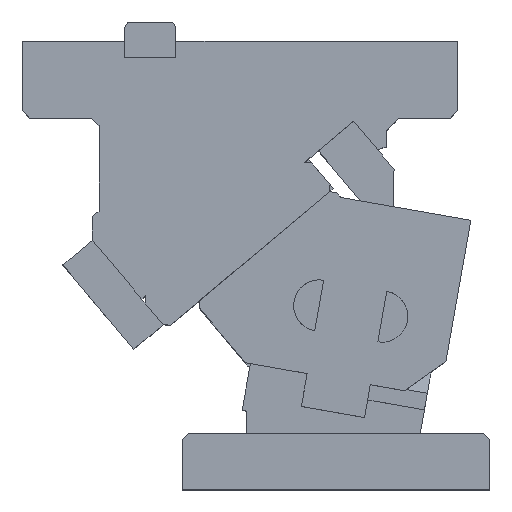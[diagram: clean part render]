
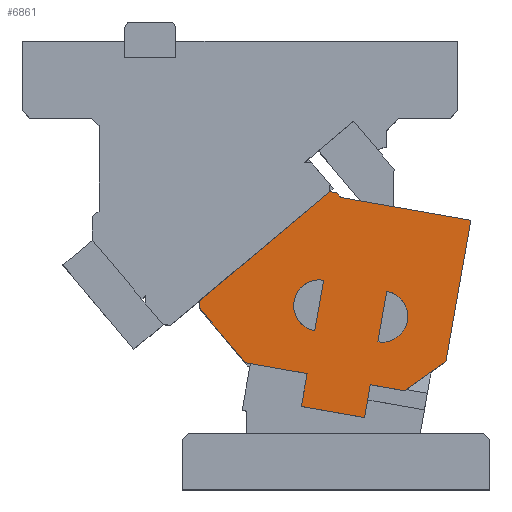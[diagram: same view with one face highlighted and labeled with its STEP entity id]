
A CAD part, top view. The second image highlights one B-rep face of the part: STEP entity #6861.
In plain terms, the highlighted planar face has unit normal (0, 0, 1).
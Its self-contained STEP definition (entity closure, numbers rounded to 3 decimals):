
#6504=CARTESIAN_POINT('Vertex',(-90.142,-57.476,0.)) ;
#6507=CARTESIAN_POINT('Line Origine',(-99.141,-46.752,0.)) ;
#6511=CARTESIAN_POINT('Vertex',(-108.14,-36.027,0.)) ;
#6600=CARTESIAN_POINT('Vertex',(-66.014,-61.731,0.)) ;
#6605=CARTESIAN_POINT('Line Origine',(-78.078,-59.604,0.)) ;
#6614=CARTESIAN_POINT('Vertex',(-28.099,-68.416,0.)) ;
#6617=CARTESIAN_POINT('Line Origine',(-34.746,-67.244,0.)) ;
#6621=CARTESIAN_POINT('Vertex',(-41.394,-66.072,0.)) ;
#6677=CARTESIAN_POINT('Vertex',(-68.271,-74.533,0.)) ;
#6680=CARTESIAN_POINT('Line Origine',(-67.142,-68.132,0.)) ;
#6694=CARTESIAN_POINT('Axis2P3D Location',(-109.425,-34.495,0.)) ;
#6699=CARTESIAN_POINT('Line Origine',(-7.018,-29.485,0.)) ;
#6703=CARTESIAN_POINT('Vertex',(-2.156,-1.911,0.)) ;
#6705=CARTESIAN_POINT('Vertex',(-11.88,-57.06,0.)) ;
#6708=CARTESIAN_POINT('Line Origine',(-27.526,2.563,0.)) ;
#6712=CARTESIAN_POINT('Vertex',(-52.895,7.036,0.)) ;
#6715=CARTESIAN_POINT('Line Origine',(-53.706,8.002,0.)) ;
#6719=CARTESIAN_POINT('Vertex',(-54.517,8.968,0.)) ;
#6722=CARTESIAN_POINT('Line Origine',(-55.925,9.091,0.)) ;
#6726=CARTESIAN_POINT('Vertex',(-57.334,9.214,0.)) ;
#6729=CARTESIAN_POINT('Line Origine',(-82.614,-11.998,0.)) ;
#6733=CARTESIAN_POINT('Vertex',(-107.893,-33.21,0.)) ;
#6736=CARTESIAN_POINT('Line Origine',(-108.016,-34.618,0.)) ;
#6741=CARTESIAN_POINT('Line Origine',(-55.961,-76.704,0.)) ;
#6745=CARTESIAN_POINT('Vertex',(-43.651,-78.875,0.)) ;
#6748=CARTESIAN_POINT('Line Origine',(-42.522,-72.473,0.)) ;
#6753=CARTESIAN_POINT('Line Origine',(-19.989,-62.738,0.)) ;
#6774=CARTESIAN_POINT('Control Point',(-71.287,-34.269,0.)) ;
#6775=CARTESIAN_POINT('Control Point',(-71.368,-35.195,0.)) ;
#6776=CARTESIAN_POINT('Control Point',(-71.342,-36.131,0.)) ;
#6777=CARTESIAN_POINT('Control Point',(-71.206,-37.059,0.)) ;
#6778=CARTESIAN_POINT('Control Point',(-70.722,-38.867,0.)) ;
#6779=CARTESIAN_POINT('Control Point',(-69.836,-40.515,0.)) ;
#6780=CARTESIAN_POINT('Control Point',(-69.298,-41.284,0.)) ;
#6781=CARTESIAN_POINT('Control Point',(-68.055,-42.683,0.)) ;
#6782=CARTESIAN_POINT('Control Point',(-66.524,-43.76,0.)) ;
#6783=CARTESIAN_POINT('Control Point',(-65.699,-44.206,0.)) ;
#6784=CARTESIAN_POINT('Control Point',(-64.663,-44.619,0.)) ;
#6785=CARTESIAN_POINT('Control Point',(-63.587,-44.884,0.)) ;
#6786=CARTESIAN_POINT('Control Point',(-63.413,-44.923,0.)) ;
#6787=CARTESIAN_POINT('Control Point',(-63.238,-44.958,0.)) ;
#6788=CARTESIAN_POINT('Control Point',(-63.062,-44.989,0.)) ;
#6789=CARTESIAN_POINT('Vertex',(-71.287,-34.269,0.)) ;
#6791=CARTESIAN_POINT('Vertex',(-63.062,-44.989,0.)) ;
#6794=CARTESIAN_POINT('Axis2P3D Location',(-61.325,-35.141,0.)) ;
#6798=CARTESIAN_POINT('Vertex',(-59.589,-25.293,0.)) ;
#6801=CARTESIAN_POINT('Line Origine',(-61.325,-35.141,0.)) ;
#6812=CARTESIAN_POINT('Control Point',(-26.743,-40.354,0.)) ;
#6813=CARTESIAN_POINT('Control Point',(-26.662,-39.428,0.)) ;
#6814=CARTESIAN_POINT('Control Point',(-26.689,-38.492,0.)) ;
#6815=CARTESIAN_POINT('Control Point',(-26.824,-37.564,0.)) ;
#6816=CARTESIAN_POINT('Control Point',(-27.309,-35.757,0.)) ;
#6817=CARTESIAN_POINT('Control Point',(-28.195,-34.108,0.)) ;
#6818=CARTESIAN_POINT('Control Point',(-28.732,-33.339,0.)) ;
#6819=CARTESIAN_POINT('Control Point',(-29.975,-31.94,0.)) ;
#6820=CARTESIAN_POINT('Control Point',(-31.506,-30.864,0.)) ;
#6821=CARTESIAN_POINT('Control Point',(-32.331,-30.417,0.)) ;
#6822=CARTESIAN_POINT('Control Point',(-33.367,-30.004,0.)) ;
#6823=CARTESIAN_POINT('Control Point',(-34.443,-29.739,0.)) ;
#6824=CARTESIAN_POINT('Control Point',(-34.618,-29.7,0.)) ;
#6825=CARTESIAN_POINT('Control Point',(-34.793,-29.665,0.)) ;
#6826=CARTESIAN_POINT('Control Point',(-34.969,-29.634,0.)) ;
#6827=CARTESIAN_POINT('Vertex',(-26.743,-40.354,0.)) ;
#6829=CARTESIAN_POINT('Vertex',(-34.969,-29.634,0.)) ;
#6833=CARTESIAN_POINT('Control Point',(-38.442,-49.33,0.)) ;
#6834=CARTESIAN_POINT('Control Point',(-37.526,-49.492,0.)) ;
#6835=CARTESIAN_POINT('Control Point',(-36.592,-49.547,0.)) ;
#6836=CARTESIAN_POINT('Control Point',(-35.656,-49.493,0.)) ;
#6837=CARTESIAN_POINT('Control Point',(-33.813,-49.168,0.)) ;
#6838=CARTESIAN_POINT('Control Point',(-32.093,-48.429,0.)) ;
#6839=CARTESIAN_POINT('Control Point',(-31.28,-47.96,0.)) ;
#6840=CARTESIAN_POINT('Control Point',(-29.778,-46.844,0.)) ;
#6841=CARTESIAN_POINT('Control Point',(-28.573,-45.413,0.)) ;
#6842=CARTESIAN_POINT('Control Point',(-28.056,-44.63,0.)) ;
#6843=CARTESIAN_POINT('Control Point',(-27.396,-43.32,0.)) ;
#6844=CARTESIAN_POINT('Control Point',(-26.985,-41.918,0.)) ;
#6845=CARTESIAN_POINT('Control Point',(-26.87,-41.402,0.)) ;
#6846=CARTESIAN_POINT('Control Point',(-26.789,-40.879,0.)) ;
#6847=CARTESIAN_POINT('Control Point',(-26.743,-40.354,0.)) ;
#6848=CARTESIAN_POINT('Vertex',(-38.442,-49.33,0.)) ;
#6851=CARTESIAN_POINT('Line Origine',(-36.705,-39.482,0.)) ;
#6508=DIRECTION('Vector Direction',(0.643,-0.766,0.)) ;
#6606=DIRECTION('Vector Direction',(0.985,-0.174,0.)) ;
#6618=DIRECTION('Vector Direction',(0.985,-0.174,0.)) ;
#6681=DIRECTION('Vector Direction',(-0.174,-0.985,0.)) ;
#6695=DIRECTION('Axis2P3D Direction',(0.,0.,-1.)) ;
#6696=DIRECTION('Axis2P3D XDirection',(-0.996,0.087,0.)) ;
#6700=DIRECTION('Vector Direction',(-0.174,-0.985,0.)) ;
#6709=DIRECTION('Vector Direction',(0.985,-0.174,0.)) ;
#6716=DIRECTION('Vector Direction',(-0.643,0.766,0.)) ;
#6723=DIRECTION('Vector Direction',(-0.996,0.087,0.)) ;
#6730=DIRECTION('Vector Direction',(0.766,0.643,0.)) ;
#6737=DIRECTION('Vector Direction',(-0.087,-0.996,0.)) ;
#6742=DIRECTION('Vector Direction',(0.985,-0.174,0.)) ;
#6749=DIRECTION('Vector Direction',(0.174,0.985,0.)) ;
#6754=DIRECTION('Vector Direction',(-0.819,-0.574,0.)) ;
#6795=DIRECTION('Axis2P3D Direction',(0.,0.,-1.)) ;
#6802=DIRECTION('Vector Direction',(-0.174,-0.985,0.)) ;
#6852=DIRECTION('Vector Direction',(0.174,0.985,0.)) ;
#6697=AXIS2_PLACEMENT_3D('Plane Axis2P3D',#6694,#6695,#6696) ;
#6796=AXIS2_PLACEMENT_3D('Circle Axis2P3D',#6794,#6795,$) ;
#6759=ORIENTED_EDGE('',*,*,#6707,.F.) ;
#6760=ORIENTED_EDGE('',*,*,#6714,.F.) ;
#6761=ORIENTED_EDGE('',*,*,#6721,.T.) ;
#6762=ORIENTED_EDGE('',*,*,#6728,.T.) ;
#6763=ORIENTED_EDGE('',*,*,#6735,.F.) ;
#6764=ORIENTED_EDGE('',*,*,#6740,.T.) ;
#6765=ORIENTED_EDGE('',*,*,#6513,.T.) ;
#6766=ORIENTED_EDGE('',*,*,#6609,.T.) ;
#6767=ORIENTED_EDGE('',*,*,#6684,.T.) ;
#6768=ORIENTED_EDGE('',*,*,#6747,.T.) ;
#6769=ORIENTED_EDGE('',*,*,#6752,.T.) ;
#6770=ORIENTED_EDGE('',*,*,#6623,.T.) ;
#6771=ORIENTED_EDGE('',*,*,#6757,.F.) ;
#6807=ORIENTED_EDGE('',*,*,#6793,.F.) ;
#6808=ORIENTED_EDGE('',*,*,#6800,.F.) ;
#6809=ORIENTED_EDGE('',*,*,#6805,.T.) ;
#6857=ORIENTED_EDGE('',*,*,#6831,.F.) ;
#6858=ORIENTED_EDGE('',*,*,#6850,.F.) ;
#6859=ORIENTED_EDGE('',*,*,#6855,.T.) ;
#6810=FACE_BOUND('',#6806,.T.) ;
#6860=FACE_BOUND('',#6856,.T.) ;
#6509=VECTOR('Line Direction',#6508,1.) ;
#6607=VECTOR('Line Direction',#6606,1.) ;
#6619=VECTOR('Line Direction',#6618,1.) ;
#6682=VECTOR('Line Direction',#6681,1.) ;
#6701=VECTOR('Line Direction',#6700,1.) ;
#6710=VECTOR('Line Direction',#6709,1.) ;
#6717=VECTOR('Line Direction',#6716,1.) ;
#6724=VECTOR('Line Direction',#6723,1.) ;
#6731=VECTOR('Line Direction',#6730,1.) ;
#6738=VECTOR('Line Direction',#6737,1.) ;
#6743=VECTOR('Line Direction',#6742,1.) ;
#6750=VECTOR('Line Direction',#6749,1.) ;
#6755=VECTOR('Line Direction',#6754,1.) ;
#6803=VECTOR('Line Direction',#6802,1.) ;
#6853=VECTOR('Line Direction',#6852,1.) ;
#6861=ADVANCED_FACE('CAM SLIDER',(#6772,#6810,#6860),#6698,.F.) ;
#6773=B_SPLINE_CURVE_WITH_KNOTS('',5,(#6774,#6775,#6776,#6777,#6778,#6779,#6780,#6781,#6782,#6783,#6784,#6785,#6786,#6787,#6788),.UNSPECIFIED.,.F.,.U.,(6,3,3,3,6),(0.,6.586,13.173,19.759,21.024),.UNSPECIFIED.) ;
#6811=B_SPLINE_CURVE_WITH_KNOTS('',5,(#6812,#6813,#6814,#6815,#6816,#6817,#6818,#6819,#6820,#6821,#6822,#6823,#6824,#6825,#6826),.UNSPECIFIED.,.F.,.U.,(6,3,3,3,6),(0.,6.587,13.173,19.76,21.024),.UNSPECIFIED.) ;
#6832=B_SPLINE_CURVE_WITH_KNOTS('',5,(#6833,#6834,#6835,#6836,#6837,#6838,#6839,#6840,#6841,#6842,#6843,#6844,#6845,#6846,#6847),.UNSPECIFIED.,.F.,.U.,(6,3,3,3,6),(0.,6.586,13.171,19.757,23.495),.UNSPECIFIED.) ;
#6797=CIRCLE('generated circle',#6796,10.) ;
#6513=EDGE_CURVE('',#6512,#6505,#6510,.T.) ;
#6609=EDGE_CURVE('',#6505,#6601,#6608,.T.) ;
#6623=EDGE_CURVE('',#6622,#6615,#6620,.T.) ;
#6684=EDGE_CURVE('',#6601,#6678,#6683,.T.) ;
#6707=EDGE_CURVE('',#6704,#6706,#6702,.T.) ;
#6714=EDGE_CURVE('',#6713,#6704,#6711,.T.) ;
#6721=EDGE_CURVE('',#6713,#6720,#6718,.T.) ;
#6728=EDGE_CURVE('',#6720,#6727,#6725,.T.) ;
#6735=EDGE_CURVE('',#6734,#6727,#6732,.T.) ;
#6740=EDGE_CURVE('',#6734,#6512,#6739,.T.) ;
#6747=EDGE_CURVE('',#6678,#6746,#6744,.T.) ;
#6752=EDGE_CURVE('',#6746,#6622,#6751,.T.) ;
#6757=EDGE_CURVE('',#6706,#6615,#6756,.T.) ;
#6793=EDGE_CURVE('',#6790,#6792,#6773,.T.) ;
#6800=EDGE_CURVE('',#6799,#6790,#6797,.F.) ;
#6805=EDGE_CURVE('',#6799,#6792,#6804,.T.) ;
#6831=EDGE_CURVE('',#6828,#6830,#6811,.T.) ;
#6850=EDGE_CURVE('',#6849,#6828,#6832,.T.) ;
#6855=EDGE_CURVE('',#6849,#6830,#6854,.T.) ;
#6758=EDGE_LOOP('',(#6759,#6760,#6761,#6762,#6763,#6764,#6765,#6766,#6767,#6768,#6769,#6770,#6771)) ;
#6806=EDGE_LOOP('',(#6807,#6808,#6809)) ;
#6856=EDGE_LOOP('',(#6857,#6858,#6859)) ;
#6772=FACE_OUTER_BOUND('',#6758,.T.) ;
#6510=LINE('Line',#6507,#6509) ;
#6608=LINE('Line',#6605,#6607) ;
#6620=LINE('Line',#6617,#6619) ;
#6683=LINE('Line',#6680,#6682) ;
#6702=LINE('Line',#6699,#6701) ;
#6711=LINE('Line',#6708,#6710) ;
#6718=LINE('Line',#6715,#6717) ;
#6725=LINE('Line',#6722,#6724) ;
#6732=LINE('Line',#6729,#6731) ;
#6739=LINE('Line',#6736,#6738) ;
#6744=LINE('Line',#6741,#6743) ;
#6751=LINE('Line',#6748,#6750) ;
#6756=LINE('Line',#6753,#6755) ;
#6804=LINE('Line',#6801,#6803) ;
#6854=LINE('Line',#6851,#6853) ;
#6698=PLANE('Plane',#6697) ;
#6505=VERTEX_POINT('',#6504) ;
#6512=VERTEX_POINT('',#6511) ;
#6601=VERTEX_POINT('',#6600) ;
#6615=VERTEX_POINT('',#6614) ;
#6622=VERTEX_POINT('',#6621) ;
#6678=VERTEX_POINT('',#6677) ;
#6704=VERTEX_POINT('',#6703) ;
#6706=VERTEX_POINT('',#6705) ;
#6713=VERTEX_POINT('',#6712) ;
#6720=VERTEX_POINT('',#6719) ;
#6727=VERTEX_POINT('',#6726) ;
#6734=VERTEX_POINT('',#6733) ;
#6746=VERTEX_POINT('',#6745) ;
#6790=VERTEX_POINT('',#6789) ;
#6792=VERTEX_POINT('',#6791) ;
#6799=VERTEX_POINT('',#6798) ;
#6828=VERTEX_POINT('',#6827) ;
#6830=VERTEX_POINT('',#6829) ;
#6849=VERTEX_POINT('',#6848) ;
